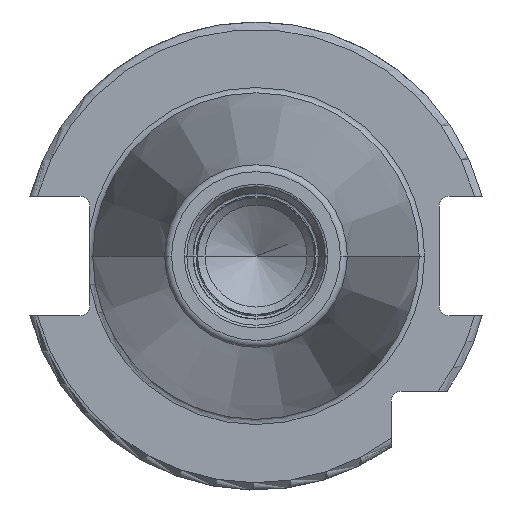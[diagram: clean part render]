
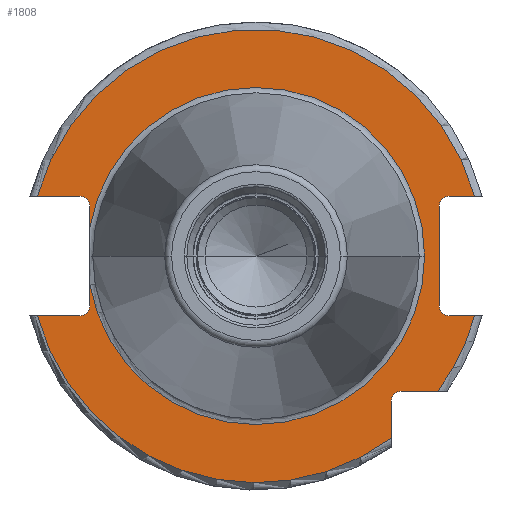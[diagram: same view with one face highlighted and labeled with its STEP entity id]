
A CAD part, left-side view. The second image highlights one B-rep face of the part: STEP entity #1808.
In plain terms, the highlighted planar face has unit normal (-1, 0, 0).
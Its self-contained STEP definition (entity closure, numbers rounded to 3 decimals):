
#105=CARTESIAN_POINT('',(3.2,22.55,-3.842));
#117=CARTESIAN_POINT('',(3.2,0.,0.));
#118=DIRECTION('',(-1.,0.,0.));
#119=DIRECTION('',(0.,0.986,-0.168));
#120=AXIS2_PLACEMENT_3D('',#117,#118,#119);
#135=CARTESIAN_POINT('',(3.2,23.9,-6.75));
#136=DIRECTION('',(1.,0.,0.));
#137=DIRECTION('',(0.,-1.,0.));
#138=AXIS2_PLACEMENT_3D('',#135,#136,#137);
#144=DIRECTION('',(0.,0.,-1.));
#145=VECTOR('',#144,2.908);
#146=CARTESIAN_POINT('',(3.2,22.55,6.75));
#147=LINE('',#146,#145);
#148=DIRECTION('',(0.,-1.,0.));
#149=VECTOR('',#148,5.777);
#150=CARTESIAN_POINT('',(3.2,29.677,8.1));
#151=LINE('',#150,#149);
#152=CARTESIAN_POINT('',(3.2,0.,0.));
#153=DIRECTION('',(1.,0.,0.));
#154=DIRECTION('',(0.,0.965,0.263));
#155=AXIS2_PLACEMENT_3D('',#152,#153,#154);
#157=DIRECTION('',(0.,1.,0.));
#158=VECTOR('',#157,3.477);
#159=CARTESIAN_POINT('',(3.2,-29.677,8.1));
#160=LINE('',#159,#158);
#161=DIRECTION('',(0.,0.,1.));
#162=VECTOR('',#161,13.5);
#163=CARTESIAN_POINT('',(3.2,-24.85,-6.75));
#164=LINE('',#163,#162);
#165=DIRECTION('',(0.,1.,0.));
#166=VECTOR('',#165,3.477);
#167=CARTESIAN_POINT('',(3.2,-29.677,-8.1));
#168=LINE('',#167,#166);
#169=CARTESIAN_POINT('',(3.2,0.,0.));
#170=DIRECTION('',(-1.,0.,0.));
#171=DIRECTION('',(0.,-0.803,-0.597));
#172=AXIS2_PLACEMENT_3D('',#169,#170,#171);
#174=DIRECTION('',(0.,-1.,0.));
#175=VECTOR('',#174,4.99);
#176=CARTESIAN_POINT('',(3.2,-19.7,-18.35));
#177=LINE('',#176,#175);
#178=DIRECTION('',(0.,0.,1.));
#179=VECTOR('',#178,4.99);
#180=CARTESIAN_POINT('',(3.2,-18.35,-24.69));
#181=LINE('',#180,#179);
#182=CARTESIAN_POINT('',(3.2,0.,0.));
#183=DIRECTION('',(-1.,0.,0.));
#184=DIRECTION('',(0.,0.965,-0.263));
#185=AXIS2_PLACEMENT_3D('',#182,#183,#184);
#187=DIRECTION('',(0.,-1.,0.));
#188=VECTOR('',#187,5.777);
#189=CARTESIAN_POINT('',(3.2,29.677,-8.1));
#190=LINE('',#189,#188);
#191=DIRECTION('',(0.,0.,-1.));
#192=VECTOR('',#191,2.908);
#193=CARTESIAN_POINT('',(3.2,22.55,-3.842));
#194=LINE('',#193,#192);
#200=CARTESIAN_POINT('',(3.2,23.9,6.75));
#201=DIRECTION('',(1.,0.,0.));
#202=DIRECTION('',(0.,0.,1.));
#203=AXIS2_PLACEMENT_3D('',#200,#201,#202);
#287=CARTESIAN_POINT('',(3.2,-26.2,6.75));
#288=DIRECTION('',(1.,0.,0.));
#289=DIRECTION('',(0.,1.,0.));
#290=AXIS2_PLACEMENT_3D('',#287,#288,#289);
#305=CARTESIAN_POINT('',(3.2,-26.2,-6.75));
#306=DIRECTION('',(1.,0.,0.));
#307=DIRECTION('',(0.,0.,-1.));
#308=AXIS2_PLACEMENT_3D('',#305,#306,#307);
#430=CARTESIAN_POINT('',(3.2,29.677,-8.1));
#466=CARTESIAN_POINT('',(3.2,-29.677,-8.1));
#772=CARTESIAN_POINT('',(3.2,-19.7,-19.7));
#773=DIRECTION('',(1.,0.,0.));
#774=DIRECTION('',(0.,1.,0.));
#775=AXIS2_PLACEMENT_3D('',#772,#773,#774);
#920=CARTESIAN_POINT('',(3.2,29.677,8.1));
#927=CARTESIAN_POINT('',(3.2,-29.677,8.1));
#1062=CARTESIAN_POINT('',(3.2,22.55,3.842));
#1073=CARTESIAN_POINT('',(3.2,0.,0.));
#1074=DIRECTION('',(1.,0.,0.));
#1075=DIRECTION('',(0.,0.986,0.168));
#1076=AXIS2_PLACEMENT_3D('',#1073,#1074,#1075);
#1296=CARTESIAN_POINT('',(3.2,-22.875,0.));
#1298=VERTEX_POINT('',#1296);
#1438=VERTEX_POINT('',#1062);
#1440=VERTEX_POINT('',#105);
#1443=VERTEX_POINT('',#920);
#1444=VERTEX_POINT('',#927);
#1447=VERTEX_POINT('',#430);
#1448=VERTEX_POINT('',#466);
#1463=CARTESIAN_POINT('',(3.2,-18.35,-24.69));
#1464=VERTEX_POINT('',#1463);
#1466=CARTESIAN_POINT('',(3.2,23.9,-8.1));
#1468=VERTEX_POINT('',#1466);
#1470=CARTESIAN_POINT('',(3.2,22.55,-6.75));
#1472=VERTEX_POINT('',#1470);
#1474=CARTESIAN_POINT('',(3.2,22.55,6.75));
#1476=VERTEX_POINT('',#1474);
#1478=CARTESIAN_POINT('',(3.2,23.9,8.1));
#1480=VERTEX_POINT('',#1478);
#1482=CARTESIAN_POINT('',(3.2,-24.85,-6.75));
#1484=VERTEX_POINT('',#1482);
#1486=CARTESIAN_POINT('',(3.2,-26.2,-8.1));
#1488=VERTEX_POINT('',#1486);
#1490=CARTESIAN_POINT('',(3.2,-26.2,8.1));
#1492=VERTEX_POINT('',#1490);
#1494=CARTESIAN_POINT('',(3.2,-24.85,6.75));
#1496=VERTEX_POINT('',#1494);
#1503=CARTESIAN_POINT('',(3.2,-19.7,-18.35));
#1504=CARTESIAN_POINT('',(3.2,-24.69,-18.35));
#1505=VERTEX_POINT('',#1503);
#1506=VERTEX_POINT('',#1504);
#1507=CARTESIAN_POINT('',(3.2,-18.35,-19.7));
#1508=VERTEX_POINT('',#1507);
#1768=CARTESIAN_POINT('',(3.2,0.,0.));
#1769=DIRECTION('',(1.,0.,0.));
#1770=DIRECTION('',(0.,-1.,0.));
#1771=AXIS2_PLACEMENT_3D('',#1768,#1769,#1770);
#1772=PLANE('',#1771);
#1773=ORIENTED_EDGE('',*,*,#1708,.F.);
#1775=ORIENTED_EDGE('',*,*,#1774,.F.);
#1777=ORIENTED_EDGE('',*,*,#1776,.F.);
#1779=ORIENTED_EDGE('',*,*,#1778,.T.);
#1781=ORIENTED_EDGE('',*,*,#1780,.T.);
#1783=ORIENTED_EDGE('',*,*,#1782,.F.);
#1785=ORIENTED_EDGE('',*,*,#1784,.F.);
#1787=ORIENTED_EDGE('',*,*,#1786,.F.);
#1789=ORIENTED_EDGE('',*,*,#1788,.F.);
#1791=ORIENTED_EDGE('',*,*,#1790,.F.);
#1793=ORIENTED_EDGE('',*,*,#1792,.F.);
#1795=ORIENTED_EDGE('',*,*,#1794,.F.);
#1797=ORIENTED_EDGE('',*,*,#1796,.F.);
#1799=ORIENTED_EDGE('',*,*,#1798,.F.);
#1800=ORIENTED_EDGE('',*,*,#1739,.T.);
#1801=ORIENTED_EDGE('',*,*,#1728,.F.);
#1802=ORIENTED_EDGE('',*,*,#1713,.F.);
#1803=ORIENTED_EDGE('',*,*,#1692,.T.);
#1805=ORIENTED_EDGE('',*,*,#1804,.F.);
#1806=EDGE_LOOP('',(#1773,#1775,#1777,#1779,#1781,#1783,#1785,#1787,#1789,#1791,
#1793,#1795,#1797,#1799,#1800,#1801,#1802,#1803,#1805));
#1807=FACE_OUTER_BOUND('',#1806,.F.);
#1808=ADVANCED_FACE('',(#1807),#1772,.F.);
#121=CIRCLE('',#120,22.875);
#139=CIRCLE('',#138,1.35);
#156=CIRCLE('',#155,30.763);
#173=CIRCLE('',#172,30.763);
#186=CIRCLE('',#185,30.763);
#204=CIRCLE('',#203,1.35);
#291=CIRCLE('',#290,1.35);
#309=CIRCLE('',#308,1.35);
#776=CIRCLE('',#775,1.35);
#1077=CIRCLE('',#1076,22.875);
#1692=EDGE_CURVE('',#1440,#1298,#121,.T.);
#1708=EDGE_CURVE('',#1476,#1438,#147,.T.);
#1713=EDGE_CURVE('',#1440,#1472,#194,.T.);
#1728=EDGE_CURVE('',#1472,#1468,#139,.T.);
#1739=EDGE_CURVE('',#1447,#1468,#190,.T.);
#1774=EDGE_CURVE('',#1480,#1476,#204,.T.);
#1776=EDGE_CURVE('',#1443,#1480,#151,.T.);
#1778=EDGE_CURVE('',#1443,#1444,#156,.T.);
#1780=EDGE_CURVE('',#1444,#1492,#160,.T.);
#1782=EDGE_CURVE('',#1496,#1492,#291,.T.);
#1784=EDGE_CURVE('',#1484,#1496,#164,.T.);
#1786=EDGE_CURVE('',#1488,#1484,#309,.T.);
#1788=EDGE_CURVE('',#1448,#1488,#168,.T.);
#1790=EDGE_CURVE('',#1506,#1448,#173,.T.);
#1792=EDGE_CURVE('',#1505,#1506,#177,.T.);
#1794=EDGE_CURVE('',#1508,#1505,#776,.T.);
#1796=EDGE_CURVE('',#1464,#1508,#181,.T.);
#1798=EDGE_CURVE('',#1447,#1464,#186,.T.);
#1804=EDGE_CURVE('',#1438,#1298,#1077,.T.);
